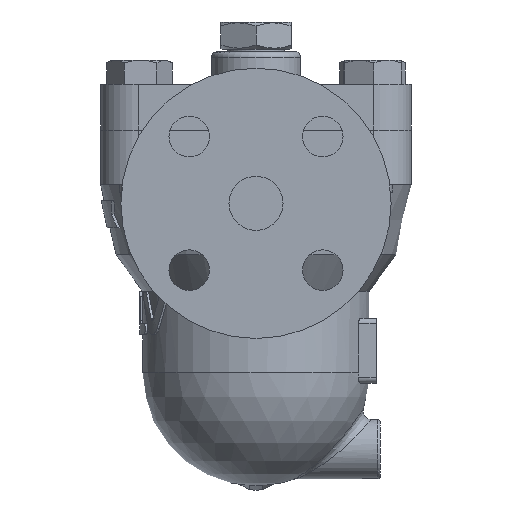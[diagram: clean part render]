
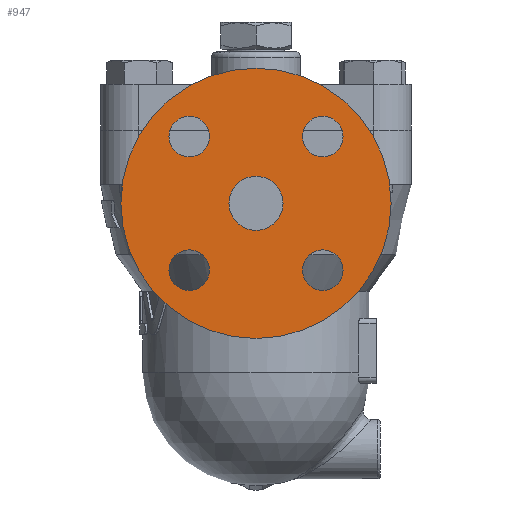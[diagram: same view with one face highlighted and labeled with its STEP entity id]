
A CAD part, left-side view. The second image highlights one B-rep face of the part: STEP entity #947.
In plain terms, the highlighted free-form (B-spline) face has degree [1, 1] with [2, 2] control points.
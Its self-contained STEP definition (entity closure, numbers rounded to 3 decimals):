
#474=CARTESIAN_POINT('',(-122.0,0.,-37.));
#475=VERTEX_POINT('',#474);
#476=CARTESIAN_POINT('',(-122.,0.0,-27.));
#477=DIRECTION('',(1.0,0.0,0.0));
#478=DIRECTION('',(0.0,0.0,1.0));
#479=AXIS2_PLACEMENT_3D('',#476,#477,#478);
#480=CIRCLE('',#479,10.0);
#481=EDGE_CURVE('',#475,#475,#480,.T.);
#511=CARTESIAN_POINT('',(-122.,-17.213,-2.287));
#512=VERTEX_POINT('',#511);
#513=CARTESIAN_POINT('',(-122.,-24.713,-2.287));
#514=DIRECTION('',(1.0,0.0,0.0));
#515=DIRECTION('',(0.0,1.0,0.0));
#516=AXIS2_PLACEMENT_3D('',#513,#514,#515);
#517=CIRCLE('',#516,7.5);
#518=EDGE_CURVE('',#512,#512,#517,.T.);
#539=CARTESIAN_POINT('',(-122.0,-24.713,-44.213));
#540=VERTEX_POINT('',#539);
#541=CARTESIAN_POINT('',(-122.0,-24.713,-51.713));
#542=DIRECTION('',(1.0,0.0,0.0));
#543=DIRECTION('',(0.0,0.0,1.0));
#544=AXIS2_PLACEMENT_3D('',#541,#542,#543);
#545=CIRCLE('',#544,7.5);
#546=EDGE_CURVE('',#540,#540,#545,.T.);
#567=CARTESIAN_POINT('',(-122.,17.213,-51.713));
#568=VERTEX_POINT('',#567);
#569=CARTESIAN_POINT('',(-122.0,24.713,-51.713));
#570=DIRECTION('',(1.0,0.0,0.0));
#571=DIRECTION('',(0.0,-1.0,0.0));
#572=AXIS2_PLACEMENT_3D('',#569,#570,#571);
#573=CIRCLE('',#572,7.5);
#574=EDGE_CURVE('',#568,#568,#573,.T.);
#595=CARTESIAN_POINT('',(-122.,24.713,-9.787));
#596=VERTEX_POINT('',#595);
#597=CARTESIAN_POINT('',(-122.,24.713,-2.287));
#598=DIRECTION('',(1.0,0.0,0.0));
#599=DIRECTION('',(0.0,0.0,-1.0));
#600=AXIS2_PLACEMENT_3D('',#597,#598,#599);
#601=CIRCLE('',#600,7.5);
#602=EDGE_CURVE('',#596,#596,#601,.T.);
#714=CARTESIAN_POINT('',(-122.,0.0,23.));
#715=VERTEX_POINT('',#714);
#716=CARTESIAN_POINT('',(-122.0,0.0,-27.));
#717=DIRECTION('',(-1.0,0.0,0.0));
#718=DIRECTION('',(0.0,0.0,1.0));
#719=AXIS2_PLACEMENT_3D('',#716,#717,#718);
#720=CIRCLE('',#719,50.0);
#721=EDGE_CURVE('',#715,#715,#720,.T.);
#924=CARTESIAN_POINT('',(-122.,50.0,23.));
#925=CARTESIAN_POINT('',(-122.,50.0,-77.));
#926=CARTESIAN_POINT('',(-122.,-50.0,23.));
#927=CARTESIAN_POINT('',(-122.,-50.0,-77.));
#928=B_SPLINE_SURFACE_WITH_KNOTS('',1,1,((#924,#926),(#925,#927)),.UNSPECIFIED.,.F.,.F.,.U.,(2,2),(2,2),(0.0,100.),(0.0,100.0),.UNSPECIFIED.);
#929=ORIENTED_EDGE('',*,*,#721,.T.);
#930=EDGE_LOOP('',(#929));
#931=FACE_OUTER_BOUND('',#930,.T.);
#932=ORIENTED_EDGE('',*,*,#481,.T.);
#933=EDGE_LOOP('',(#932));
#934=FACE_BOUND('',#933,.T.);
#935=ORIENTED_EDGE('',*,*,#518,.T.);
#936=EDGE_LOOP('',(#935));
#937=FACE_BOUND('',#936,.T.);
#938=ORIENTED_EDGE('',*,*,#546,.T.);
#939=EDGE_LOOP('',(#938));
#940=FACE_BOUND('',#939,.T.);
#941=ORIENTED_EDGE('',*,*,#574,.T.);
#942=EDGE_LOOP('',(#941));
#943=FACE_BOUND('',#942,.T.);
#944=ORIENTED_EDGE('',*,*,#602,.T.);
#945=EDGE_LOOP('',(#944));
#946=FACE_BOUND('',#945,.T.);
#947=ADVANCED_FACE('',(#931,#934,#937,#940,#943,#946),#928,.T.);
